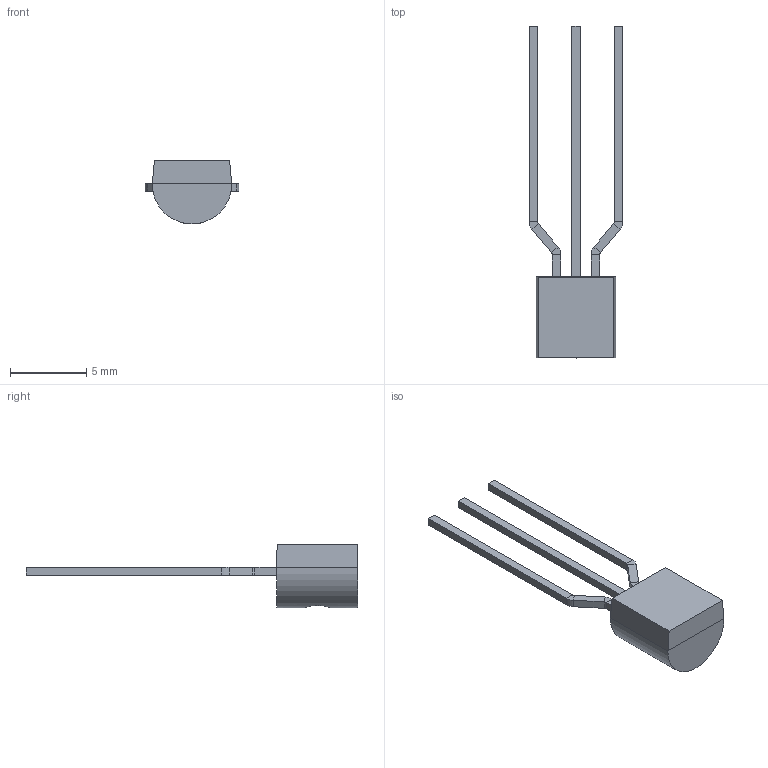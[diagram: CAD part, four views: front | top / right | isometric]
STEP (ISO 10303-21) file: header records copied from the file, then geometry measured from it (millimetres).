
FILE_DESCRIPTION (( 'STEP AP214' ), '1' );
FILE_NAME ('SS8550CTA.STEP', '2021-08-24T07:35:58', ( '' ), ( '' ), 'SwSTEP 2.0', 'SolidWorks 2018', '' );
FILE_SCHEMA (( 'AUTOMOTIVE_DESIGN' ));
Length unit declared in the file: millimetre
Products named in the file (2): SS8550CTA
Bounding box: 6.16 x 21.77 x 4.19 mm (x, y, z)
Volume: 113.8 mm3; surface area: 289.9 mm2
Topology: 5 solids, 5 shells, 62 faces, 124 edges, 72 vertices
Faces by surface type: plane 51, cylinder 11
Entity records: 2349 total; most frequent: CARTESIAN_POINT 294, DIRECTION 270, ORIENTED_EDGE 248, EDGE_CURVE 124, VECTOR 102, LINE 102, AXIS2_PLACEMENT_3D 84, VERTEX_POINT 72
